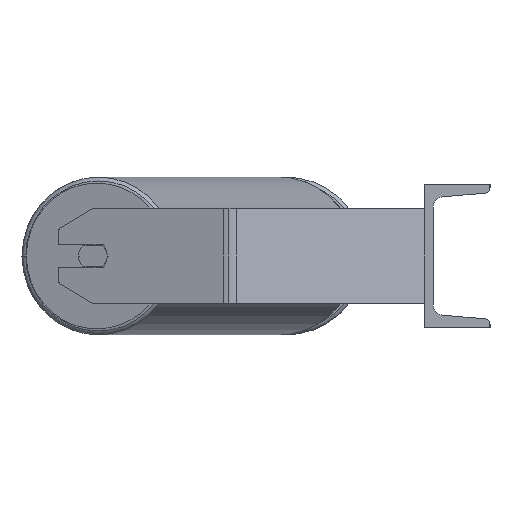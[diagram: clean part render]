
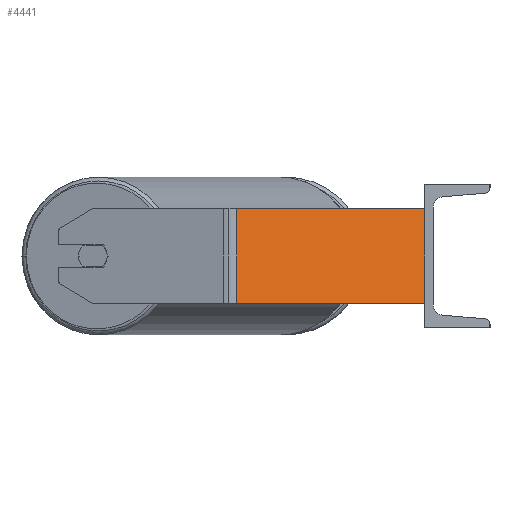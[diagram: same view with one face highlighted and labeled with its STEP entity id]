
A CAD part, left-side view. The second image highlights one B-rep face of the part: STEP entity #4441.
In plain terms, the highlighted planar face has unit normal (-0.906, -0.423, 0).
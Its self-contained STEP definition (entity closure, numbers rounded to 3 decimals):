
#273 = EDGE_CURVE ( 'NONE', #6120, #8903, #2028, .T. ) ;
#362 = LINE ( 'NONE', #7484, #7679 ) ;
#1594 = EDGE_LOOP ( 'NONE', ( #2191, #4259, #5123, #2941 ) ) ;
#2028 = LINE ( 'NONE', #6478, #6983 ) ;
#2040 = VERTEX_POINT ( 'NONE', #5784 ) ;
#2065 = VECTOR ( 'NONE', #8899, 1000. ) ;
#2110 = CARTESIAN_POINT ( 'NONE',  ( -959., 158.694, 40. ) ) ;
#2191 = ORIENTED_EDGE ( 'NONE', *, *, #4081, .T. ) ;
#2347 = CARTESIAN_POINT ( 'NONE',  ( -959., 158.694, 40. ) ) ;
#2910 = LINE ( 'NONE', #2110, #4341 ) ;
#2941 = ORIENTED_EDGE ( 'NONE', *, *, #3517, .T. ) ;
#3216 = DIRECTION ( 'NONE',  ( 0., 0., -1. ) ) ;
#3322 = CARTESIAN_POINT ( 'NONE',  ( -885., 0., 40. ) ) ;
#3517 = EDGE_CURVE ( 'NONE', #6120, #2040, #2910, .T. ) ;
#3957 = CARTESIAN_POINT ( 'NONE',  ( -961.461, 163.971, -40. ) ) ;
#4040 = AXIS2_PLACEMENT_3D ( 'NONE', #5617, #9003, #4745 ) ;
#4081 = EDGE_CURVE ( 'NONE', #2040, #7309, #7377, .T. ) ;
#4259 = ORIENTED_EDGE ( 'NONE', *, *, #6318, .F. ) ;
#4341 = VECTOR ( 'NONE', #7161, 1000. ) ;
#4441 = ADVANCED_FACE ( 'NONE', ( #9103 ), #7075, .F. ) ;
#4745 = DIRECTION ( 'NONE',  ( -0.423, 0.906, 0. ) ) ;
#5123 = ORIENTED_EDGE ( 'NONE', *, *, #273, .F. ) ;
#5255 = CARTESIAN_POINT ( 'NONE',  ( -885., 0., -40. ) ) ;
#5617 = CARTESIAN_POINT ( 'NONE',  ( -961.461, 163.971, 40. ) ) ;
#5784 = CARTESIAN_POINT ( 'NONE',  ( -959., 158.694, -40. ) ) ;
#6120 = VERTEX_POINT ( 'NONE', #2347 ) ;
#6318 = EDGE_CURVE ( 'NONE', #8903, #7309, #362, .T. ) ;
#6478 = CARTESIAN_POINT ( 'NONE',  ( -961.461, 163.971, 40. ) ) ;
#6938 = DIRECTION ( 'NONE',  ( 0.423, -0.906, 0. ) ) ;
#6983 = VECTOR ( 'NONE', #6938, 1000. ) ;
#7075 = PLANE ( 'NONE',  #4040 ) ;
#7161 = DIRECTION ( 'NONE',  ( 0., 0., -1. ) ) ;
#7309 = VERTEX_POINT ( 'NONE', #5255 ) ;
#7377 = LINE ( 'NONE', #3957, #2065 ) ;
#7484 = CARTESIAN_POINT ( 'NONE',  ( -885., 0., 40. ) ) ;
#7679 = VECTOR ( 'NONE', #3216, 1000. ) ;
#8899 = DIRECTION ( 'NONE',  ( 0.423, -0.906, 0. ) ) ;
#8903 = VERTEX_POINT ( 'NONE', #3322 ) ;
#9003 = DIRECTION ( 'NONE',  ( 0.906, 0.423, 0. ) ) ;
#9103 = FACE_OUTER_BOUND ( 'NONE', #1594, .T. ) ;
